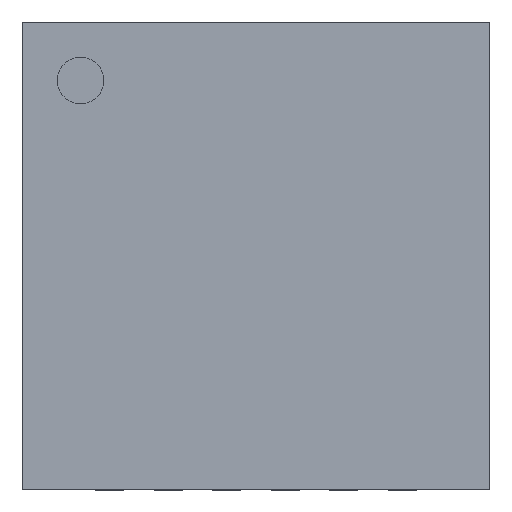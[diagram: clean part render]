
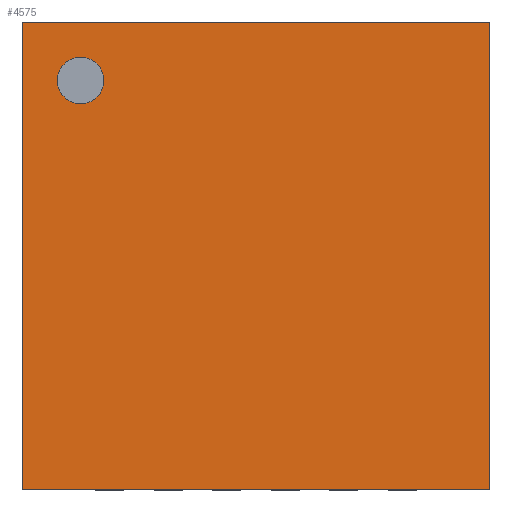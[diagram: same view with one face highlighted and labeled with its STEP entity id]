
A CAD part, top view. The second image highlights one B-rep face of the part: STEP entity #4575.
In plain terms, the highlighted planar face has unit normal (0, 0, 1).
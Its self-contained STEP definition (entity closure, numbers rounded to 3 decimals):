
#14=FACE_BOUND('',#761,.T.);
#231=CIRCLE('',#4917,0.2);
#495=FACE_OUTER_BOUND('',#760,.T.);
#760=EDGE_LOOP('',(#3801,#3802,#3803,#3804));
#761=EDGE_LOOP('',(#3805));
#1139=LINE('',#7072,#1663);
#1173=LINE('',#7141,#1697);
#1260=LINE('',#7329,#1784);
#1285=LINE('',#7371,#1809);
#1663=VECTOR('',#5801,1000.);
#1697=VECTOR('',#5837,1000.);
#1784=VECTOR('',#5964,1000.);
#1809=VECTOR('',#5991,1000.);
#2113=VERTEX_POINT('',#6994);
#2147=VERTEX_POINT('',#7069);
#2148=VERTEX_POINT('',#7071);
#2181=VERTEX_POINT('',#7138);
#2182=VERTEX_POINT('',#7140);
#2631=EDGE_CURVE('',#2113,#2113,#231,.T.);
#2665=EDGE_CURVE('',#2148,#2147,#1139,.T.);
#2699=EDGE_CURVE('',#2182,#2181,#1173,.T.);
#2804=EDGE_CURVE('',#2147,#2182,#1260,.T.);
#2829=EDGE_CURVE('',#2181,#2148,#1285,.T.);
#3801=ORIENTED_EDGE('',*,*,#2829,.T.);
#3802=ORIENTED_EDGE('',*,*,#2665,.T.);
#3803=ORIENTED_EDGE('',*,*,#2804,.T.);
#3804=ORIENTED_EDGE('',*,*,#2699,.T.);
#3805=ORIENTED_EDGE('',*,*,#2631,.F.);
#4330=PLANE('',#4959);
#4575=ADVANCED_FACE('',(#495,#14),#4330,.T.);
#4917=AXIS2_PLACEMENT_3D('',#6996,#5740,#5741);
#4959=AXIS2_PLACEMENT_3D('',#7380,#5997,#5998);
#5740=DIRECTION('center_axis',(0.,0.,1.));
#5741=DIRECTION('ref_axis',(0.,-1.,0.));
#5801=DIRECTION('',(0.,-1.,0.));
#5837=DIRECTION('',(0.,1.,0.));
#5964=DIRECTION('',(1.,0.,0.));
#5991=DIRECTION('',(-1.,0.,0.));
#5997=DIRECTION('center_axis',(0.,0.,1.));
#5998=DIRECTION('ref_axis',(0.,-1.,0.));
#6994=CARTESIAN_POINT('',(-1.5,1.7,0.8));
#6996=CARTESIAN_POINT('Origin',(-1.5,1.5,0.8));
#7069=CARTESIAN_POINT('',(-2.,-2.,0.8));
#7071=CARTESIAN_POINT('',(-2.,2.,0.8));
#7072=CARTESIAN_POINT('',(-2.,-2.,0.8));
#7138=CARTESIAN_POINT('',(2.,2.,0.8));
#7140=CARTESIAN_POINT('',(2.,-2.,0.8));
#7141=CARTESIAN_POINT('',(2.,-2.,0.8));
#7329=CARTESIAN_POINT('',(2.,-2.,0.8));
#7371=CARTESIAN_POINT('',(2.,2.,0.8));
#7380=CARTESIAN_POINT('Origin',(0.,0.,0.8));
